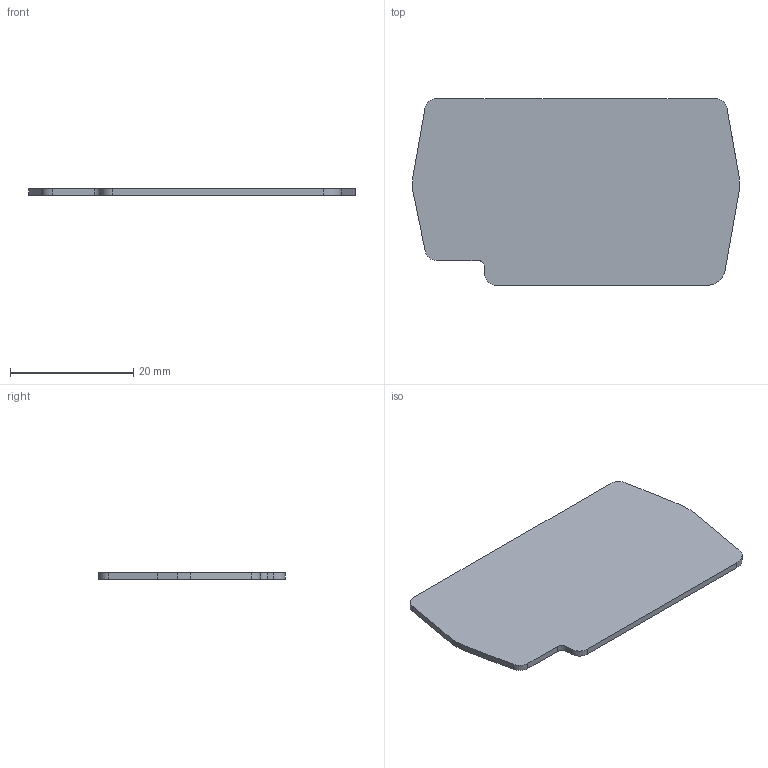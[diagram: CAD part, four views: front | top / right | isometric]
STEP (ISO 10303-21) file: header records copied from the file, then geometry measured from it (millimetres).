
FILE_DESCRIPTION (( 'STEP AP214' ), '1' );
FILE_NAME ('446443_NPP-PYK 2,5_Yellow.STP', '2013-11-15T08:06:03', ( 'arge' ), ( 'Microsoft' ), 'SwSTEP 2.0', 'SolidWorks 2013', '' );
FILE_SCHEMA (( 'AUTOMOTIVE_DESIGN' ));
Length unit declared in the file: millimetre
Products named in the file (1): 446443_NPP-PYK 2,5_Yellow
Bounding box: 53.1 x 30.31 x 1 mm (x, y, z)
Volume: 1495.4 mm3; surface area: 3145.2 mm2
Topology: 1 solids, 1 shells, 22 faces, 61 edges, 41 vertices
Faces by surface type: plane 16, cylinder 6
Entity records: 981 total; most frequent: CARTESIAN_POINT 125, ORIENTED_EDGE 122, DIRECTION 119, EDGE_CURVE 61, VECTOR 49, LINE 49, VERTEX_POINT 41, AXIS2_PLACEMENT_3D 35
